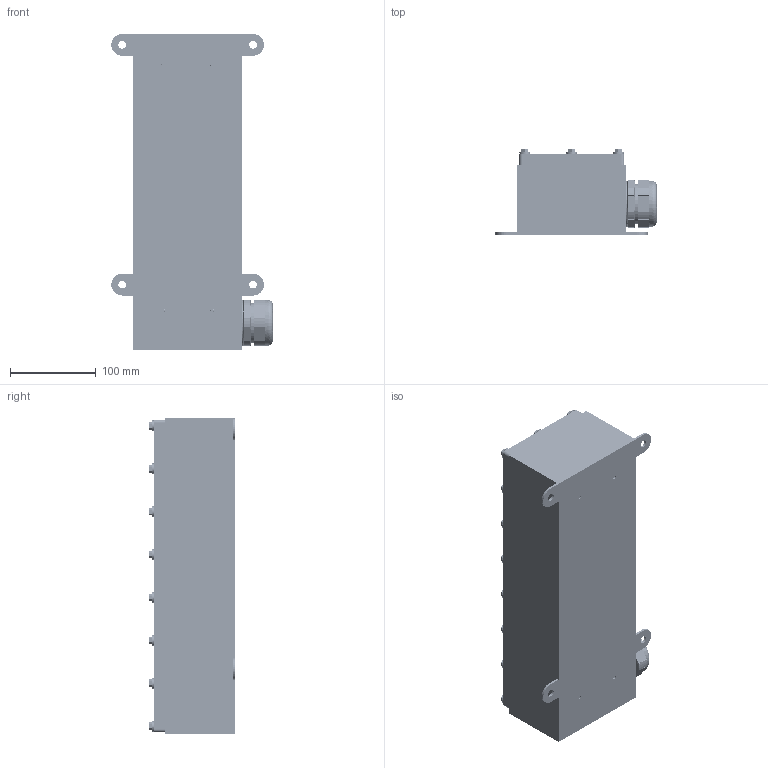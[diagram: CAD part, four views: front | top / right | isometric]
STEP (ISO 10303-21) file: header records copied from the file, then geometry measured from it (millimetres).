
FILE_DESCRIPTION (( 'STEP AP203' ), '1' );
FILE_NAME ('LL-EY.STEP', '2022-09-14T15:34:34', ( '' ), ( '' ), 'SwSTEP 2.0', 'SolidWorks 2021', '' );
FILE_SCHEMA (( 'CONFIG_CONTROL_DESIGN' ));
Length unit declared in the file: inch
Products named in the file (22): 800001; 92125A217_92125A217; LL-EY; 800020; PG36-I01; 201444; 94639A447_94639A447; PG36-01-01-02-03; PG36-B01; SP-M5-2; CAD_Gocator_2150_2350_Body; 201446; 400627; PG36-S02; 201445; 99_5661_75_19; 201447; 99_5652_75_14; PG36-N03; 93625A200; 500417; 400216
Assembly tree (84 placements, depth 3):
  LL-EY
    201444
      201445
      SP-M5-2  x18
      800001  x4
    201446
    201447
    400627
    500417
    PG36-01-01-02-03
      PG36-B01
      PG36-I01
      PG36-S02
      PG36-N03
    800020  x18
    400216  x18
    94639A447_94639A447  x4
    93625A200  x4
    92125A217_92125A217  x4
    CAD_Gocator_2150_2350_Body
    99_5652_75_14
    99_5661_75_19
Bounding box: 187.99 x 100.03 x 368.3 mm (x, y, z)
Volume: 842897.2 mm3; surface area: 558767.2 mm2
Topology: 86 solids, 86 shells, 4495 faces, 11621 edges, 7519 vertices
Faces by surface type: cylinder 2096, plane 1656, cone 565, bspline 88, torus 67, sphere 23
Entity records: 104764 total; most frequent: CARTESIAN_POINT 38285, ORIENTED_EDGE 13262, DIRECTION 12330, EDGE_CURVE 6631, AXIS2_PLACEMENT_3D 4359, VERTEX_POINT 4244, VECTOR 3612, LINE 3612
